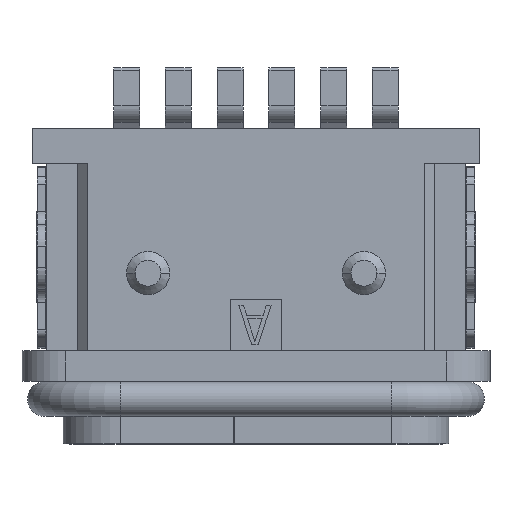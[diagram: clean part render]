
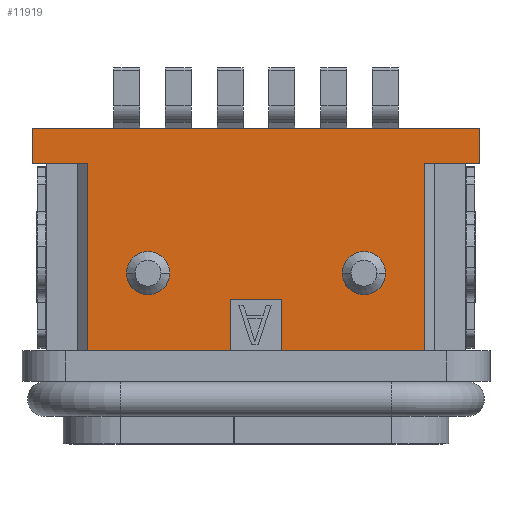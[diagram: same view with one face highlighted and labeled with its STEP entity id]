
A CAD part, top view. The second image highlights one B-rep face of the part: STEP entity #11919.
In plain terms, the highlighted planar face has unit normal (0, 0, 1).
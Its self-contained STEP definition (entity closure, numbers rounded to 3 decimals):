
#2065=DIRECTION('',(0.,1.,0.));
#2066=VECTOR('',#2065,4.35);
#2067=CARTESIAN_POINT('',(3.895,1.35,2.23));
#2068=LINE('',#2067,#2066);
#2069=DIRECTION('',(0.,-1.,0.));
#2070=VECTOR('',#2069,0.8);
#2071=CARTESIAN_POINT('',(5.17,6.5,2.23));
#2072=LINE('',#2071,#2070);
#2073=DIRECTION('',(-1.,0.,0.));
#2074=VECTOR('',#2073,3.295);
#2075=CARTESIAN_POINT('',(3.895,1.35,2.23));
#2076=LINE('',#2075,#2074);
#2077=DIRECTION('',(0.,1.,0.));
#2078=VECTOR('',#2077,1.2);
#2079=CARTESIAN_POINT('',(0.6,1.35,2.23));
#2080=LINE('',#2079,#2078);
#2081=DIRECTION('',(-1.,0.,0.));
#2082=VECTOR('',#2081,1.2);
#2083=CARTESIAN_POINT('',(0.6,2.55,2.23));
#2084=LINE('',#2083,#2082);
#2085=DIRECTION('',(-1.,0.,0.));
#2086=VECTOR('',#2085,3.295);
#2087=CARTESIAN_POINT('',(-0.6,1.35,2.23));
#2088=LINE('',#2087,#2086);
#2089=CARTESIAN_POINT('',(2.5,3.15,2.23));
#2090=DIRECTION('',(0.,0.,1.));
#2091=DIRECTION('',(-1.,0.,0.));
#2092=AXIS2_PLACEMENT_3D('',#2089,#2090,#2091);
#2094=CARTESIAN_POINT('',(2.5,3.15,2.23));
#2095=DIRECTION('',(0.,0.,1.));
#2096=DIRECTION('',(1.,0.,0.));
#2097=AXIS2_PLACEMENT_3D('',#2094,#2095,#2096);
#2099=CARTESIAN_POINT('',(-2.5,3.15,2.23));
#2100=DIRECTION('',(0.,0.,1.));
#2101=DIRECTION('',(-1.,0.,0.));
#2102=AXIS2_PLACEMENT_3D('',#2099,#2100,#2101);
#2104=CARTESIAN_POINT('',(-2.5,3.15,2.23));
#2105=DIRECTION('',(0.,0.,1.));
#2106=DIRECTION('',(1.,0.,0.));
#2107=AXIS2_PLACEMENT_3D('',#2104,#2105,#2106);
#2109=DIRECTION('',(0.,-1.,0.));
#2110=VECTOR('',#2109,4.35);
#2111=CARTESIAN_POINT('',(-3.895,5.7,2.23));
#2112=LINE('',#2111,#2110);
#2158=DIRECTION('',(1.,0.,0.));
#2159=VECTOR('',#2158,1.275);
#2160=CARTESIAN_POINT('',(3.895,5.7,2.23));
#2161=LINE('',#2160,#2159);
#2170=DIRECTION('',(1.,0.,0.));
#2171=VECTOR('',#2170,1.275);
#2172=CARTESIAN_POINT('',(-5.17,5.7,2.23));
#2173=LINE('',#2172,#2171);
#2214=DIRECTION('',(-1.,0.,0.));
#2215=VECTOR('',#2214,10.34);
#2216=CARTESIAN_POINT('',(5.17,6.5,2.23));
#2217=LINE('',#2216,#2215);
#2262=DIRECTION('',(0.,-1.,0.));
#2263=VECTOR('',#2262,0.8);
#2264=CARTESIAN_POINT('',(-5.17,6.5,2.23));
#2265=LINE('',#2264,#2263);
#3284=DIRECTION('',(0.,1.,0.));
#3285=VECTOR('',#3284,1.2);
#3286=CARTESIAN_POINT('',(-0.6,1.35,2.23));
#3287=LINE('',#3286,#3285);
#7730=CARTESIAN_POINT('',(5.17,6.5,2.23));
#7731=VERTEX_POINT('',#7730);
#7732=CARTESIAN_POINT('',(-5.17,6.5,2.23));
#7733=VERTEX_POINT('',#7732);
#7758=CARTESIAN_POINT('',(-5.17,5.7,2.23));
#7759=VERTEX_POINT('',#7758);
#7760=CARTESIAN_POINT('',(-3.895,5.7,2.23));
#7761=CARTESIAN_POINT('',(-3.895,1.35,2.23));
#7762=VERTEX_POINT('',#7760);
#7763=VERTEX_POINT('',#7761);
#7764=CARTESIAN_POINT('',(5.17,5.7,2.23));
#7765=VERTEX_POINT('',#7764);
#7766=CARTESIAN_POINT('',(3.895,5.7,2.23));
#7767=VERTEX_POINT('',#7766);
#7768=CARTESIAN_POINT('',(3.895,1.35,2.23));
#7769=VERTEX_POINT('',#7768);
#7770=CARTESIAN_POINT('',(0.6,1.35,2.23));
#7771=VERTEX_POINT('',#7770);
#7772=CARTESIAN_POINT('',(0.6,2.55,2.23));
#7773=VERTEX_POINT('',#7772);
#7774=CARTESIAN_POINT('',(-0.6,2.55,2.23));
#7775=VERTEX_POINT('',#7774);
#7776=CARTESIAN_POINT('',(-0.6,1.35,2.23));
#7777=VERTEX_POINT('',#7776);
#7778=CARTESIAN_POINT('',(2.,3.15,2.23));
#7779=CARTESIAN_POINT('',(3.,3.15,2.23));
#7780=VERTEX_POINT('',#7778);
#7781=VERTEX_POINT('',#7779);
#7782=CARTESIAN_POINT('',(-3.,3.15,2.23));
#7783=CARTESIAN_POINT('',(-2.,3.15,2.23));
#7784=VERTEX_POINT('',#7782);
#7785=VERTEX_POINT('',#7783);
#11879=CARTESIAN_POINT('',(-4.97,0.,2.23));
#11880=DIRECTION('',(0.,0.,1.));
#11881=DIRECTION('',(1.,0.,0.));
#11882=AXIS2_PLACEMENT_3D('',#11879,#11880,#11881);
#11883=PLANE('',#11882);
#11885=ORIENTED_EDGE('',*,*,#11884,.F.);
#11887=ORIENTED_EDGE('',*,*,#11886,.F.);
#11889=ORIENTED_EDGE('',*,*,#11888,.F.);
#11891=ORIENTED_EDGE('',*,*,#11890,.F.);
#11893=ORIENTED_EDGE('',*,*,#11892,.T.);
#11895=ORIENTED_EDGE('',*,*,#11894,.F.);
#11896=ORIENTED_EDGE('',*,*,#11870,.F.);
#11897=ORIENTED_EDGE('',*,*,#11669,.T.);
#11899=ORIENTED_EDGE('',*,*,#11898,.T.);
#11901=ORIENTED_EDGE('',*,*,#11900,.T.);
#11903=ORIENTED_EDGE('',*,*,#11902,.F.);
#11904=ORIENTED_EDGE('',*,*,#11661,.T.);
#11905=EDGE_LOOP('',(#11885,#11887,#11889,#11891,#11893,#11895,#11896,#11897,
#11899,#11901,#11903,#11904));
#11906=FACE_OUTER_BOUND('',#11905,.F.);
#11908=ORIENTED_EDGE('',*,*,#11907,.T.);
#11910=ORIENTED_EDGE('',*,*,#11909,.T.);
#11911=EDGE_LOOP('',(#11908,#11910));
#11912=FACE_BOUND('',#11911,.F.);
#11914=ORIENTED_EDGE('',*,*,#11913,.T.);
#11916=ORIENTED_EDGE('',*,*,#11915,.T.);
#11917=EDGE_LOOP('',(#11914,#11916));
#11918=FACE_BOUND('',#11917,.F.);
#11919=ADVANCED_FACE('',(#11906,#11912,#11918),#11883,.T.);
#2093=CIRCLE('',#2092,0.5);
#2098=CIRCLE('',#2097,0.5);
#2103=CIRCLE('',#2102,0.5);
#2108=CIRCLE('',#2107,0.5);
#11661=EDGE_CURVE('',#7777,#7763,#2088,.T.);
#11669=EDGE_CURVE('',#7769,#7771,#2076,.T.);
#11870=EDGE_CURVE('',#7769,#7767,#2068,.T.);
#11884=EDGE_CURVE('',#7762,#7763,#2112,.T.);
#11886=EDGE_CURVE('',#7759,#7762,#2173,.T.);
#11888=EDGE_CURVE('',#7733,#7759,#2265,.T.);
#11890=EDGE_CURVE('',#7731,#7733,#2217,.T.);
#11892=EDGE_CURVE('',#7731,#7765,#2072,.T.);
#11894=EDGE_CURVE('',#7767,#7765,#2161,.T.);
#11898=EDGE_CURVE('',#7771,#7773,#2080,.T.);
#11900=EDGE_CURVE('',#7773,#7775,#2084,.T.);
#11902=EDGE_CURVE('',#7777,#7775,#3287,.T.);
#11907=EDGE_CURVE('',#7780,#7781,#2093,.T.);
#11909=EDGE_CURVE('',#7781,#7780,#2098,.T.);
#11913=EDGE_CURVE('',#7784,#7785,#2103,.T.);
#11915=EDGE_CURVE('',#7785,#7784,#2108,.T.);
